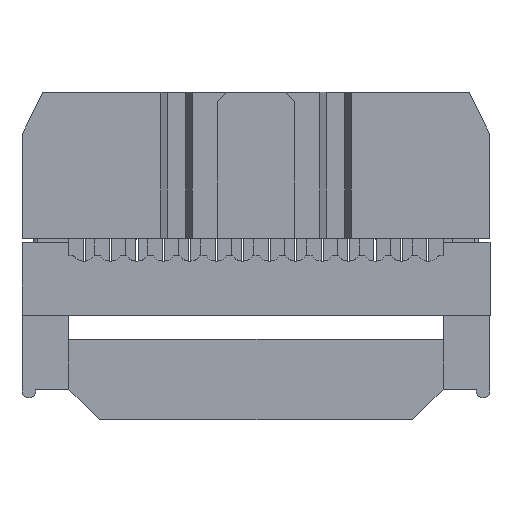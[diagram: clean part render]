
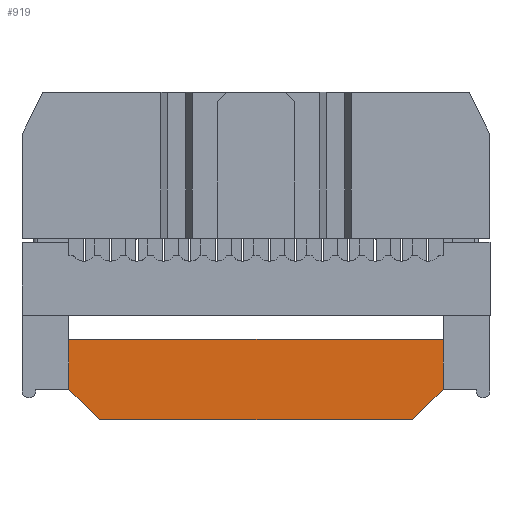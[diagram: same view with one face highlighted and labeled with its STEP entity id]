
A CAD part, front view. The second image highlights one B-rep face of the part: STEP entity #919.
In plain terms, the highlighted planar face has unit normal (0, -1, 0).
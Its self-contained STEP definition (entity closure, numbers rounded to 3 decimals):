
#919 = ADVANCED_FACE( '', ( #2250 ), #2251, .T. );
#2250 = FACE_OUTER_BOUND( '', #4175, .T. );
#2251 = PLANE( '', #4176 );
#4175 = EDGE_LOOP( '', ( #6564, #6565, #6566, #6567, #6568, #6569, #6570, #6571 ) );
#4176 = AXIS2_PLACEMENT_3D( '', #6572, #6573, #6574 );
#6564 = ORIENTED_EDGE( '', *, *, #12160, .F. );
#6565 = ORIENTED_EDGE( '', *, *, #12161, .T. );
#6566 = ORIENTED_EDGE( '', *, *, #12162, .F. );
#6567 = ORIENTED_EDGE( '', *, *, #12163, .T. );
#6568 = ORIENTED_EDGE( '', *, *, #12164, .F. );
#6569 = ORIENTED_EDGE( '', *, *, #12165, .T. );
#6570 = ORIENTED_EDGE( '', *, *, #12166, .T. );
#6571 = ORIENTED_EDGE( '', *, *, #12167, .T. );
#6572 = CARTESIAN_POINT( '', ( -8.98, -1.685, 0. ) );
#6573 = DIRECTION( '', ( 0., -1., 0. ) );
#6574 = DIRECTION( '', ( 0., 0., -1. ) );
#12160 = EDGE_CURVE( '', #14640, #14641, #14642, .T. );
#12161 = EDGE_CURVE( '', #14640, #14643, #14644, .T. );
#12162 = EDGE_CURVE( '', #14645, #14643, #14646, .T. );
#12163 = EDGE_CURVE( '', #14645, #14647, #14648, .T. );
#12164 = EDGE_CURVE( '', #14649, #14647, #14650, .T. );
#12165 = EDGE_CURVE( '', #14649, #14651, #14652, .T. );
#12166 = EDGE_CURVE( '', #14651, #14653, #14654, .T. );
#12167 = EDGE_CURVE( '', #14653, #14641, #14655, .T. );
#14640 = VERTEX_POINT( '', #18164 );
#14641 = VERTEX_POINT( '', #18165 );
#14642 = LINE( '', #18166, #18167 );
#14643 = VERTEX_POINT( '', #18168 );
#14644 = CIRCLE( '', #18169, 0.29 );
#14645 = VERTEX_POINT( '', #18170 );
#14646 = LINE( '', #18171, #18172 );
#14647 = VERTEX_POINT( '', #18173 );
#14648 = CIRCLE( '', #18174, 0.29 );
#14649 = VERTEX_POINT( '', #18175 );
#14650 = LINE( '', #18176, #18177 );
#14651 = VERTEX_POINT( '', #18178 );
#14652 = LINE( '', #18179, #18180 );
#14653 = VERTEX_POINT( '', #18181 );
#14654 = LINE( '', #18182, #18183 );
#14655 = LINE( '', #18184, #18185 );
#18164 = CARTESIAN_POINT( '', ( -7.615, -1.685, -1.365 ) );
#18165 = CARTESIAN_POINT( '', ( -8.98, -1.685, 0. ) );
#18166 = CARTESIAN_POINT( '', ( -8.98, -1.685, 0. ) );
#18167 = VECTOR( '', #22669, 1000. );
#18168 = CARTESIAN_POINT( '', ( -7.41, -1.685, -1.45 ) );
#18169 = AXIS2_PLACEMENT_3D( '', #22670, #22671, #22672 );
#18170 = CARTESIAN_POINT( '', ( 7.41, -1.685, -1.45 ) );
#18171 = CARTESIAN_POINT( '', ( -7.53, -1.685, -1.45 ) );
#18172 = VECTOR( '', #22673, 1000. );
#18173 = CARTESIAN_POINT( '', ( 7.615, -1.685, -1.365 ) );
#18174 = AXIS2_PLACEMENT_3D( '', #22674, #22675, #22676 );
#18175 = CARTESIAN_POINT( '', ( 8.98, -1.685, 0. ) );
#18176 = CARTESIAN_POINT( '', ( 7.53, -1.685, -1.45 ) );
#18177 = VECTOR( '', #22677, 1000. );
#18178 = CARTESIAN_POINT( '', ( 8.98, -1.685, 2.4 ) );
#18179 = CARTESIAN_POINT( '', ( 8.98, -1.685, 2.4 ) );
#18180 = VECTOR( '', #22678, 1000. );
#18181 = CARTESIAN_POINT( '', ( -8.98, -1.685, 2.4 ) );
#18182 = CARTESIAN_POINT( '', ( -8.98, -1.685, 2.4 ) );
#18183 = VECTOR( '', #22679, 1000. );
#18184 = CARTESIAN_POINT( '', ( -8.98, -1.685, 0. ) );
#18185 = VECTOR( '', #22680, 1000. );
#22669 = DIRECTION( '', ( -0.707, 0., 0.707 ) );
#22670 = CARTESIAN_POINT( '', ( -7.41, -1.685, -1.16 ) );
#22671 = DIRECTION( '', ( 0., -1., 0. ) );
#22672 = DIRECTION( '', ( 0., 0., -1. ) );
#22673 = DIRECTION( '', ( -1., 0., 0. ) );
#22674 = CARTESIAN_POINT( '', ( 7.41, -1.685, -1.16 ) );
#22675 = DIRECTION( '', ( 0., -1., 0. ) );
#22676 = DIRECTION( '', ( 0., 0., -1. ) );
#22677 = DIRECTION( '', ( -0.707, 0., -0.707 ) );
#22678 = DIRECTION( '', ( 0., 0., 1. ) );
#22679 = DIRECTION( '', ( -1., 0., 0. ) );
#22680 = DIRECTION( '', ( 0., 0., -1. ) );
